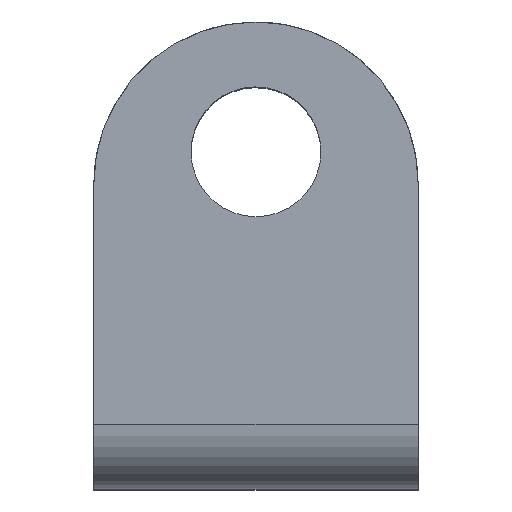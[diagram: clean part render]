
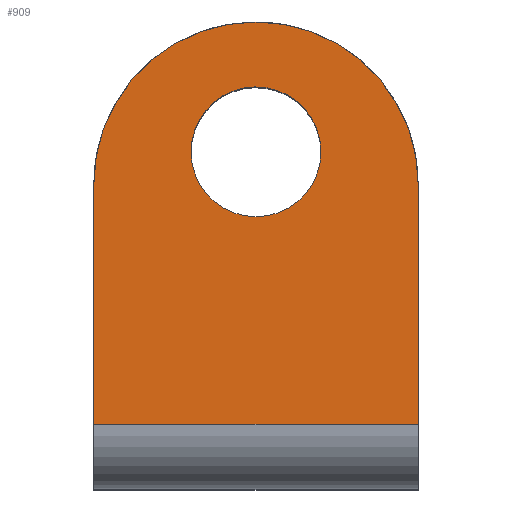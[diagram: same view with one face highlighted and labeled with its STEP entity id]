
A CAD part, top view. The second image highlights one B-rep face of the part: STEP entity #909.
In plain terms, the highlighted planar face has unit normal (0, 0, 1).
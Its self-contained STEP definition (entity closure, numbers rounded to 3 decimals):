
#338=CARTESIAN_POINT('Axis2P3D Location',(12.5,22.5,36.)) ;
#342=CARTESIAN_POINT('Vertex',(12.5,35.,36.)) ;
#344=CARTESIAN_POINT('Vertex',(25.,22.5,36.)) ;
#391=CARTESIAN_POINT('Axis2P3D Location',(12.5,22.5,36.)) ;
#395=CARTESIAN_POINT('Vertex',(0.,22.5,36.)) ;
#419=CARTESIAN_POINT('Vertex',(7.5,25.,36.)) ;
#422=CARTESIAN_POINT('Axis2P3D Location',(12.5,25.,36.)) ;
#426=CARTESIAN_POINT('Vertex',(17.5,25.,36.)) ;
#447=CARTESIAN_POINT('Control Point',(7.5,25.,36.)) ;
#448=CARTESIAN_POINT('Control Point',(7.5,25.785,36.)) ;
#449=CARTESIAN_POINT('Control Point',(7.654,26.571,36.)) ;
#450=CARTESIAN_POINT('Control Point',(7.963,27.316,36.)) ;
#451=CARTESIAN_POINT('Control Point',(8.855,28.645,36.)) ;
#452=CARTESIAN_POINT('Control Point',(10.184,29.537,36.)) ;
#453=CARTESIAN_POINT('Control Point',(10.929,29.846,36.)) ;
#454=CARTESIAN_POINT('Control Point',(12.5,30.154,36.)) ;
#455=CARTESIAN_POINT('Control Point',(14.071,29.846,36.)) ;
#456=CARTESIAN_POINT('Control Point',(14.816,29.537,36.)) ;
#457=CARTESIAN_POINT('Control Point',(16.145,28.645,36.)) ;
#458=CARTESIAN_POINT('Control Point',(17.037,27.316,36.)) ;
#459=CARTESIAN_POINT('Control Point',(17.346,26.571,36.)) ;
#460=CARTESIAN_POINT('Control Point',(17.5,25.785,36.)) ;
#461=CARTESIAN_POINT('Control Point',(17.5,25.,36.)) ;
#874=CARTESIAN_POINT('Axis2P3D Location',(0.,35.,36.)) ;
#879=CARTESIAN_POINT('Line Origine',(25.,13.25,36.)) ;
#883=CARTESIAN_POINT('Vertex',(25.,4.,36.)) ;
#886=CARTESIAN_POINT('Line Origine',(0.,13.25,36.)) ;
#890=CARTESIAN_POINT('Vertex',(0.,4.,36.)) ;
#893=CARTESIAN_POINT('Line Origine',(12.5,4.,36.)) ;
#339=DIRECTION('Axis2P3D Direction',(-0.,0.,1.)) ;
#392=DIRECTION('Axis2P3D Direction',(0.,-0.,1.)) ;
#423=DIRECTION('Axis2P3D Direction',(0.,0.,-1.)) ;
#875=DIRECTION('Axis2P3D Direction',(-0.,0.,1.)) ;
#876=DIRECTION('Axis2P3D XDirection',(0.,-1.,0.)) ;
#880=DIRECTION('Vector Direction',(0.,-1.,0.)) ;
#887=DIRECTION('Vector Direction',(0.,-1.,0.)) ;
#894=DIRECTION('Vector Direction',(1.,0.,0.)) ;
#340=AXIS2_PLACEMENT_3D('Circle Axis2P3D',#338,#339,$) ;
#393=AXIS2_PLACEMENT_3D('Circle Axis2P3D',#391,#392,$) ;
#424=AXIS2_PLACEMENT_3D('Circle Axis2P3D',#422,#423,$) ;
#877=AXIS2_PLACEMENT_3D('Plane Axis2P3D',#874,#875,#876) ;
#899=ORIENTED_EDGE('',*,*,#885,.F.) ;
#900=ORIENTED_EDGE('',*,*,#346,.F.) ;
#901=ORIENTED_EDGE('',*,*,#397,.F.) ;
#902=ORIENTED_EDGE('',*,*,#892,.T.) ;
#903=ORIENTED_EDGE('',*,*,#897,.F.) ;
#906=ORIENTED_EDGE('',*,*,#428,.F.) ;
#907=ORIENTED_EDGE('',*,*,#462,.F.) ;
#908=FACE_BOUND('',#905,.T.) ;
#881=VECTOR('Line Direction',#880,1.) ;
#888=VECTOR('Line Direction',#887,1.) ;
#895=VECTOR('Line Direction',#894,1.) ;
#909=ADVANCED_FACE('PartBody',(#904,#908),#878,.T.) ;
#446=B_SPLINE_CURVE_WITH_KNOTS('',5,(#447,#448,#449,#450,#451,#452,#453,#454,#455,#456,#457,#458,#459,#460,#461),.UNSPECIFIED.,.F.,.U.,(6,3,3,3,6),(-7.854,-3.927,0.,3.927,7.854),.UNSPECIFIED.) ;
#341=CIRCLE('generated circle',#340,12.5) ;
#394=CIRCLE('generated circle',#393,12.5) ;
#425=CIRCLE('generated circle',#424,5.) ;
#346=EDGE_CURVE('',#343,#345,#341,.F.) ;
#397=EDGE_CURVE('',#396,#343,#394,.F.) ;
#428=EDGE_CURVE('',#420,#427,#425,.F.) ;
#462=EDGE_CURVE('',#427,#420,#446,.F.) ;
#885=EDGE_CURVE('',#345,#884,#882,.T.) ;
#892=EDGE_CURVE('',#396,#891,#889,.T.) ;
#897=EDGE_CURVE('',#884,#891,#896,.F.) ;
#898=EDGE_LOOP('',(#899,#900,#901,#902,#903)) ;
#905=EDGE_LOOP('',(#906,#907)) ;
#904=FACE_OUTER_BOUND('',#898,.T.) ;
#882=LINE('Line',#879,#881) ;
#889=LINE('Line',#886,#888) ;
#896=LINE('Line',#893,#895) ;
#878=PLANE('Plane',#877) ;
#343=VERTEX_POINT('',#342) ;
#345=VERTEX_POINT('',#344) ;
#396=VERTEX_POINT('',#395) ;
#420=VERTEX_POINT('',#419) ;
#427=VERTEX_POINT('',#426) ;
#884=VERTEX_POINT('',#883) ;
#891=VERTEX_POINT('',#890) ;
